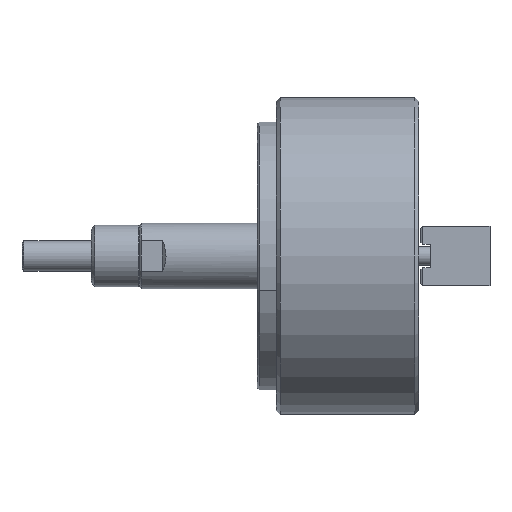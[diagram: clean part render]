
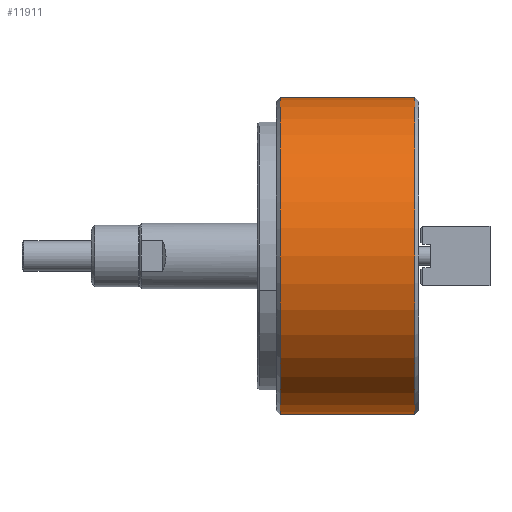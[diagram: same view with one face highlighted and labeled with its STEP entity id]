
A CAD part, front view. The second image highlights one B-rep face of the part: STEP entity #11911.
In plain terms, the highlighted cylindrical face has radius 82.5 mm (diameter 165 mm), a partial arc.
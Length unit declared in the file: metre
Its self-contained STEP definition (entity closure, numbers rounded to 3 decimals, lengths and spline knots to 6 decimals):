
#1531 = CARTESIAN_POINT ( 'NONE',  ( 0., 0., 0. ) ) ;
#1654 = EDGE_CURVE ( 'NONE', #30031, #21080, #24356, .T. ) ;
#1878 = AXIS2_PLACEMENT_3D ( 'NONE', #5462, #22031, #7827 ) ;
#3928 = DIRECTION ( 'NONE',  ( 0., 0., 1. ) ) ;
#4371 = AXIS2_PLACEMENT_3D ( 'NONE', #1531, #18059, #3928 ) ;
#4454 = VECTOR ( 'NONE', #15642, 1. ) ;
#4658 = VECTOR ( 'NONE', #19661, 1. ) ;
#4938 = CARTESIAN_POINT ( 'NONE',  ( 0.072, 0., 0. ) ) ;
#5462 = CARTESIAN_POINT ( 'NONE',  ( 0.002, 0., 0. ) ) ;
#6039 = VERTEX_POINT ( 'NONE', #12074 ) ;
#6255 = CARTESIAN_POINT ( 'NONE',  ( 0.072, 0., 0.0825 ) ) ;
#6375 = EDGE_LOOP ( 'NONE', ( #24735, #30483, #7221, #14700 ) ) ;
#7221 = ORIENTED_EDGE ( 'NONE', *, *, #23698, .T. ) ;
#7311 = DIRECTION ( 'NONE',  ( 0., 0., 1. ) ) ;
#7827 = DIRECTION ( 'NONE',  ( 0., 0., -1. ) ) ;
#9755 = CARTESIAN_POINT ( 'NONE',  ( 0.072, 0., -0.0825 ) ) ;
#10039 = CARTESIAN_POINT ( 'NONE',  ( 0.002, 0., 0.0825 ) ) ;
#11911 = ADVANCED_FACE ( 'NONE', ( #17132 ), #21956, .T. ) ;
#12074 = CARTESIAN_POINT ( 'NONE',  ( 0.002, 0., -0.0825 ) ) ;
#12225 = VERTEX_POINT ( 'NONE', #10039 ) ;
#13746 = LINE ( 'NONE', #25036, #4454 ) ;
#14700 = ORIENTED_EDGE ( 'NONE', *, *, #24013, .T. ) ;
#15642 = DIRECTION ( 'NONE',  ( -1., 0., 0. ) ) ;
#16151 = EDGE_CURVE ( 'NONE', #30031, #6039, #29851, .T. ) ;
#17132 = FACE_OUTER_BOUND ( 'NONE', #6375, .T. ) ;
#18059 = DIRECTION ( 'NONE',  ( -1., 0., 0. ) ) ;
#19661 = DIRECTION ( 'NONE',  ( -1., 0., 0. ) ) ;
#21080 = VERTEX_POINT ( 'NONE', #6255 ) ;
#21492 = DIRECTION ( 'NONE',  ( -1., 0., 0. ) ) ;
#21956 = CYLINDRICAL_SURFACE ( 'NONE', #4371, 0.0825 ) ;
#22031 = DIRECTION ( 'NONE',  ( 1., 0., 0. ) ) ;
#22940 = CIRCLE ( 'NONE', #1878, 0.0825 ) ;
#23698 = EDGE_CURVE ( 'NONE', #21080, #12225, #13746, .T. ) ;
#23699 = AXIS2_PLACEMENT_3D ( 'NONE', #4938, #21492, #7311 ) ;
#24013 = EDGE_CURVE ( 'NONE', #12225, #6039, #22940, .T. ) ;
#24356 = CIRCLE ( 'NONE', #23699, 0.0825 ) ;
#24735 = ORIENTED_EDGE ( 'NONE', *, *, #16151, .F. ) ;
#25036 = CARTESIAN_POINT ( 'NONE',  ( 0., 0., 0.0825 ) ) ;
#26730 = CARTESIAN_POINT ( 'NONE',  ( 0., 0., -0.0825 ) ) ;
#29851 = LINE ( 'NONE', #26730, #4658 ) ;
#30031 = VERTEX_POINT ( 'NONE', #9755 ) ;
#30483 = ORIENTED_EDGE ( 'NONE', *, *, #1654, .T. ) ;
